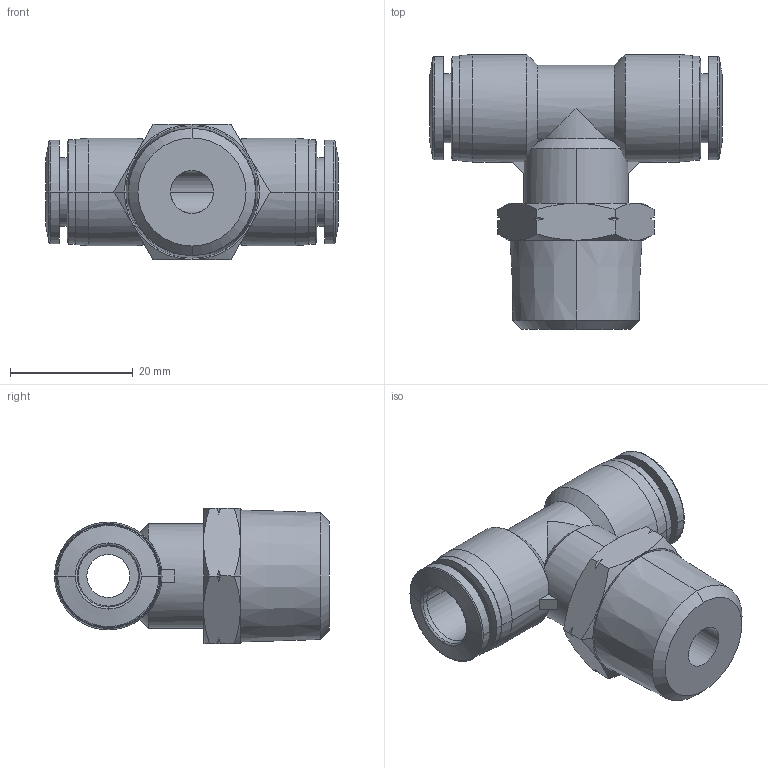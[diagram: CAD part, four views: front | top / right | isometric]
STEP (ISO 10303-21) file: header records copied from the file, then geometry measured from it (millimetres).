
FILE_DESCRIPTION (( 'STEP AP214' ), '1' );
FILE_NAME ('MBT38-12N.step', '2016-02-24T20:39:47', ( '' ), ( '' ), 'SwSTEP 2.0', 'SolidWorks 2015', '' );
FILE_SCHEMA (( 'AUTOMOTIVE_DESIGN' ));
Length unit declared in the file: inch
Products named in the file (1): MBT38-12N
Bounding box: 47.6 x 44.75 x 22 mm (x, y, z)
Volume: 14622.9 mm3; surface area: 7537.8 mm2
Topology: 1 solids, 1 shells, 116 faces, 288 edges, 181 vertices
Faces by surface type: cone 54, cylinder 31, plane 23, bspline 8
Entity records: 5223 total; most frequent: CARTESIAN_POINT 996, ORIENTED_EDGE 576, DIRECTION 559, EDGE_CURVE 288, AXIS2_PLACEMENT_3D 240, VERTEX_POINT 181, CIRCLE 131, EDGE_LOOP 127
